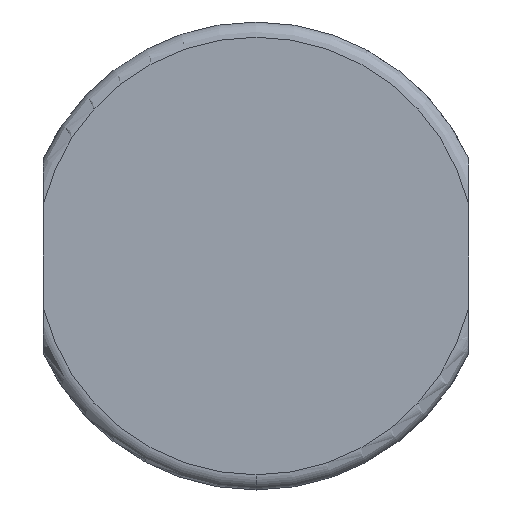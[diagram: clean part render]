
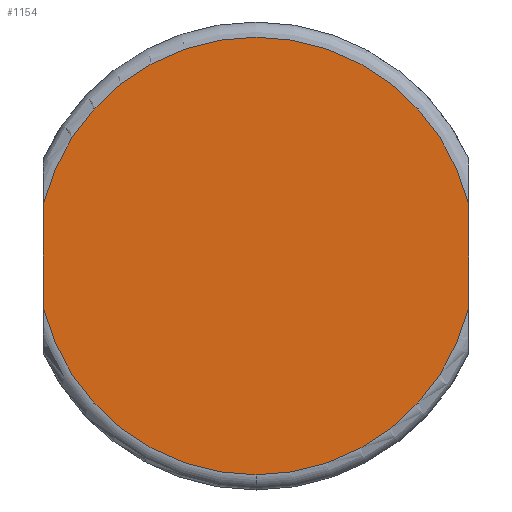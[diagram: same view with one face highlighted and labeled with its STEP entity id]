
A CAD part, front view. The second image highlights one B-rep face of the part: STEP entity #1154.
In plain terms, the highlighted planar face has unit normal (0, -1, 0).
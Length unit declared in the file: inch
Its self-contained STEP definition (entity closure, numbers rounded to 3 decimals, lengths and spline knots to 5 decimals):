
#4 = EDGE_CURVE ( 'NONE', #381, #2688, #1624, .T. ) ;
#46 = CARTESIAN_POINT ( 'NONE',  ( 0., 0., 0. ) ) ;
#146 = ORIENTED_EDGE ( 'NONE', *, *, #2740, .F. ) ;
#181 = EDGE_CURVE ( 'NONE', #1551, #1433, #3147, .T. ) ;
#325 = VECTOR ( 'NONE', #810, 39.37008 ) ;
#381 = VERTEX_POINT ( 'NONE', #777 ) ;
#501 = AXIS2_PLACEMENT_3D ( 'NONE', #46, #1806, #798 ) ;
#517 = DIRECTION ( 'NONE',  ( 0., 0., -1. ) ) ;
#551 = CARTESIAN_POINT ( 'NONE',  ( 1.75, 0., -1.6 ) ) ;
#552 = CIRCLE ( 'NONE', #501, 1.8 ) ;
#607 = EDGE_LOOP ( 'NONE', ( #2156, #2060, #737, #2186, #146 ) ) ;
#610 = DIRECTION ( 'NONE',  ( 0., -1., 0. ) ) ;
#623 = DIRECTION ( 'NONE',  ( 0., 0., -1. ) ) ;
#735 = CARTESIAN_POINT ( 'NONE',  ( -1.75, 0., -1.6 ) ) ;
#737 = ORIENTED_EDGE ( 'NONE', *, *, #1407, .T. ) ;
#777 = CARTESIAN_POINT ( 'NONE',  ( 1.75, 0., 0.42131 ) ) ;
#798 = DIRECTION ( 'NONE',  ( 0., 0., -1. ) ) ;
#810 = DIRECTION ( 'NONE',  ( 0., 0., 1. ) ) ;
#812 = AXIS2_PLACEMENT_3D ( 'NONE', #1599, #610, #623 ) ;
#995 = LINE ( 'NONE', #551, #325 ) ;
#1001 = DIRECTION ( 'NONE',  ( 0., 0., 1. ) ) ;
#1154 = ADVANCED_FACE ( 'NONE', ( #2953 ), #1945, .F. ) ;
#1258 = CARTESIAN_POINT ( 'NONE',  ( 0., 0., -1.8 ) ) ;
#1337 = AXIS2_PLACEMENT_3D ( 'NONE', #2528, #1771, #517 ) ;
#1377 = EDGE_CURVE ( 'NONE', #1433, #2064, #552, .T. ) ;
#1407 = EDGE_CURVE ( 'NONE', #2064, #381, #995, .T. ) ;
#1433 = VERTEX_POINT ( 'NONE', #1258 ) ;
#1470 = AXIS2_PLACEMENT_3D ( 'NONE', #2201, #3175, #1661 ) ;
#1551 = VERTEX_POINT ( 'NONE', #2627 ) ;
#1599 = CARTESIAN_POINT ( 'NONE',  ( 0., 0., 0. ) ) ;
#1624 = CIRCLE ( 'NONE', #1337, 1.8 ) ;
#1661 = DIRECTION ( 'NONE',  ( 0., 0., 1. ) ) ;
#1771 = DIRECTION ( 'NONE',  ( 0., -1., 0. ) ) ;
#1786 = CARTESIAN_POINT ( 'NONE',  ( -1.75, 0., 0.42131 ) ) ;
#1806 = DIRECTION ( 'NONE',  ( 0., -1., 0. ) ) ;
#1945 = PLANE ( 'NONE',  #1470 ) ;
#2060 = ORIENTED_EDGE ( 'NONE', *, *, #1377, .T. ) ;
#2064 = VERTEX_POINT ( 'NONE', #3144 ) ;
#2156 = ORIENTED_EDGE ( 'NONE', *, *, #181, .T. ) ;
#2186 = ORIENTED_EDGE ( 'NONE', *, *, #4, .T. ) ;
#2201 = CARTESIAN_POINT ( 'NONE',  ( 0., 0., 0. ) ) ;
#2330 = VECTOR ( 'NONE', #1001, 39.37008 ) ;
#2528 = CARTESIAN_POINT ( 'NONE',  ( 0., 0., 0. ) ) ;
#2627 = CARTESIAN_POINT ( 'NONE',  ( -1.75, 0., -0.42131 ) ) ;
#2676 = LINE ( 'NONE', #735, #2330 ) ;
#2688 = VERTEX_POINT ( 'NONE', #1786 ) ;
#2740 = EDGE_CURVE ( 'NONE', #1551, #2688, #2676, .T. ) ;
#2953 = FACE_OUTER_BOUND ( 'NONE', #607, .T. ) ;
#3144 = CARTESIAN_POINT ( 'NONE',  ( 1.75, 0., -0.42131 ) ) ;
#3147 = CIRCLE ( 'NONE', #812, 1.8 ) ;
#3175 = DIRECTION ( 'NONE',  ( 0., 1., 0. ) ) ;
